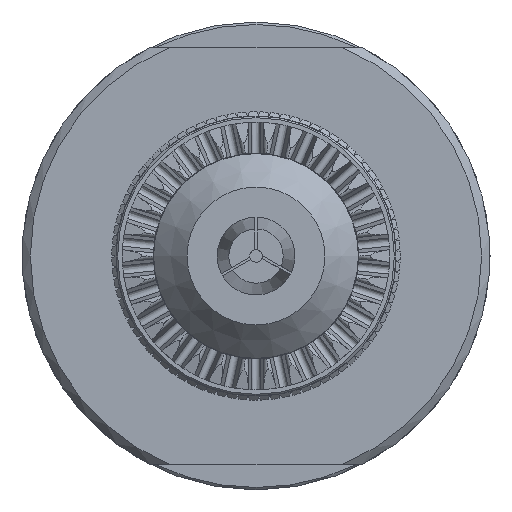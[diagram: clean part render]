
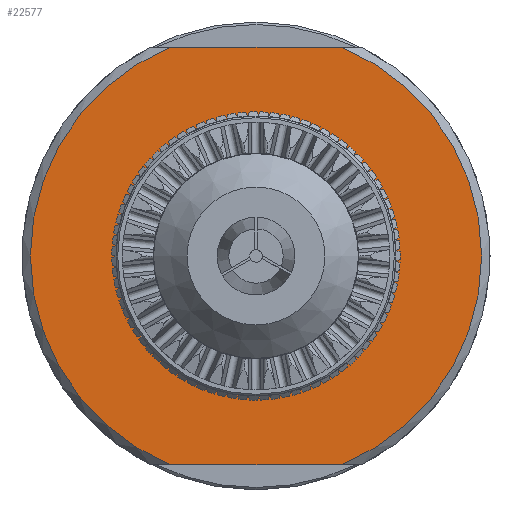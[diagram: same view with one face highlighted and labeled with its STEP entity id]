
A CAD part, left-side view. The second image highlights one B-rep face of the part: STEP entity #22577.
In plain terms, the highlighted planar face has unit normal (-1, 0, 0).
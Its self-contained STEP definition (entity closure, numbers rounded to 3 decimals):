
#2546=FACE_BOUND('',#5975,.T.);
#3305=PLANE('',#24969);
#4624=FACE_OUTER_BOUND('',#5974,.T.);
#5974=EDGE_LOOP('',(#20582,#20583,#20584,#20585));
#5975=EDGE_LOOP('',(#20586));
#7192=LINE('',#40119,#8497);
#7196=LINE('',#40135,#8501);
#8497=VECTOR('',#30734,10.);
#8501=VECTOR('',#30742,10.);
#9593=CIRCLE('',#24965,27.);
#9594=CIRCLE('',#24968,10.5);
#9595=CIRCLE('',#24970,27.);
#11335=VERTEX_POINT('',#40114);
#11336=VERTEX_POINT('',#40118);
#11339=VERTEX_POINT('',#40130);
#11340=VERTEX_POINT('',#40134);
#11341=VERTEX_POINT('',#40145);
#14437=EDGE_CURVE('',#11336,#11335,#7192,.T.);
#14443=EDGE_CURVE('',#11340,#11339,#7196,.T.);
#14446=EDGE_CURVE('',#11336,#11339,#9593,.T.);
#14448=EDGE_CURVE('',#11341,#11341,#9594,.T.);
#14449=EDGE_CURVE('',#11340,#11335,#9595,.T.);
#20582=ORIENTED_EDGE('',*,*,#14437,.T.);
#20583=ORIENTED_EDGE('',*,*,#14449,.F.);
#20584=ORIENTED_EDGE('',*,*,#14443,.T.);
#20585=ORIENTED_EDGE('',*,*,#14446,.F.);
#20586=ORIENTED_EDGE('',*,*,#14448,.T.);
#22577=ADVANCED_FACE('',(#4624,#2546),#3305,.T.);
#24965=AXIS2_PLACEMENT_3D('',#40142,#30749,#30750);
#24968=AXIS2_PLACEMENT_3D('',#40147,#30756,#30757);
#24969=AXIS2_PLACEMENT_3D('',#40148,#30758,#30759);
#24970=AXIS2_PLACEMENT_3D('',#40149,#30760,#30761);
#30734=DIRECTION('',(0.,-1.,0.));
#30742=DIRECTION('',(0.,1.,0.));
#30749=DIRECTION('center_axis',(1.,0.,0.));
#30750=DIRECTION('ref_axis',(0.,-1.,0.));
#30756=DIRECTION('center_axis',(1.,0.,0.));
#30757=DIRECTION('ref_axis',(0.,-1.,0.));
#30758=DIRECTION('center_axis',(-1.,0.,0.));
#30759=DIRECTION('ref_axis',(0.,0.,
-1.));
#30760=DIRECTION('center_axis',(1.,0.,0.));
#30761=DIRECTION('ref_axis',(0.,-1.,0.));
#40114=CARTESIAN_POINT('',(-101.2,-10.198,-25.));
#40118=CARTESIAN_POINT('',(-101.2,10.198,-25.));
#40119=CARTESIAN_POINT('',(-101.2,0.656,-25.));
#40130=CARTESIAN_POINT('',(-101.2,10.198,25.));
#40134=CARTESIAN_POINT('',(-101.2,-10.198,25.));
#40135=CARTESIAN_POINT('',(-101.2,-20.024,25.));
#40142=CARTESIAN_POINT('Origin',(-101.2,0.,0.));
#40145=CARTESIAN_POINT('',(-101.2,10.5,0.));
#40147=CARTESIAN_POINT('Origin',(-101.2,0.,0.));
#40148=CARTESIAN_POINT('Origin',(-101.2,-18.75,0.));
#40149=CARTESIAN_POINT('Origin',(-101.2,0.,0.));
